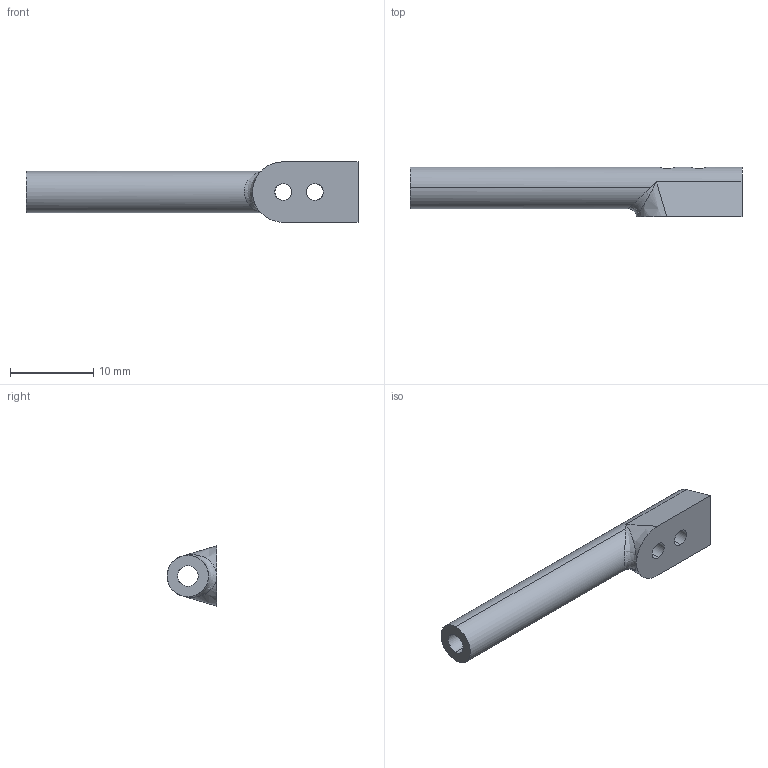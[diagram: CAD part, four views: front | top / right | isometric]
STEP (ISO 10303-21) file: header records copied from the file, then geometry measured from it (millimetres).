
FILE_DESCRIPTION (( 'STEP AP214' ), '1' );
FILE_NAME ('x1_3dp_wheel_shaft_aio.STEP', '2021-05-04T09:30:10', ( '' ), ( '' ), 'SwSTEP 2.0', 'SolidWorks 2016', '' );
FILE_SCHEMA (( 'AUTOMOTIVE_DESIGN' ));
Length unit declared in the file: millimetre
Products named in the file (1): x1_3dp_wheel_shaft_aio
Bounding box: 40 x 6 x 7.26 mm (x, y, z)
Volume: 706.9 mm3; surface area: 1090.4 mm2
Topology: 1 solids, 1 shells, 20 faces, 53 edges, 33 vertices
Faces by surface type: cylinder 12, plane 5, bspline 3
Entity records: 1138 total; most frequent: CARTESIAN_POINT 641, ORIENTED_EDGE 102, DIRECTION 77, EDGE_CURVE 51, VERTEX_POINT 33, EDGE_LOOP 30, AXIS2_PLACEMENT_3D 29, B_SPLINE_CURVE_WITH_KNOTS 21
